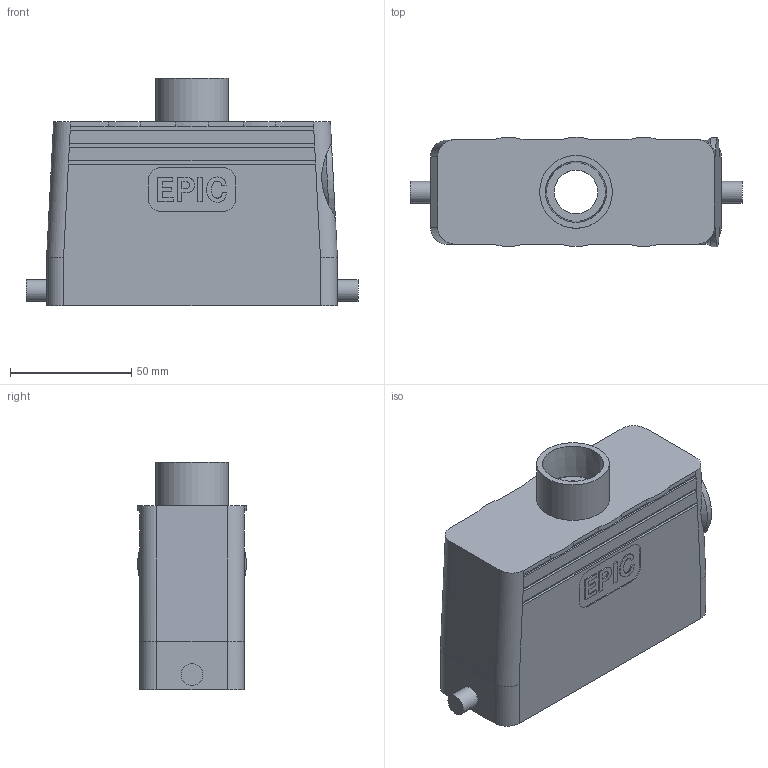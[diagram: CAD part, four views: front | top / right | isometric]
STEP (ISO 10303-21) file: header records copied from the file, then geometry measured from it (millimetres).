
FILE_DESCRIPTION( ( 'Unknown' ), '1' );
FILE_NAME( 'H_B_24_TGH_RO_NPT_34.stp', 'Unknown', ( 'Unknown' ), ( 'Unknown' ), 'PSStep 11.0', 'Unknown', ' ' );
FILE_SCHEMA( ( 'AUTOMOTIVE_DESIGN { 1 0 10303 214 1 1 1 1 }' ) );
Length unit declared in the file: millimetre
Products named in the file (1): 1
Bounding box: 137 x 45 x 94 mm (x, y, z)
Volume: 111525.8 mm3; surface area: 61301.9 mm2
Topology: 1 solids, 1 shells, 161 faces, 408 edges, 264 vertices
Faces by surface type: plane 117, cylinder 37, extrusion 4, cone 3
Full cylindrical faces by diameter (mm): 2.459 x4, 9 x2, 18 x1, 24.239 x1, 30 x1
Entity records: 6270 total; most frequent: CARTESIAN_POINT 1202, ORIENTED_EDGE 786, DIRECTION 730, EDGE_CURVE 393, VECTOR 264, LINE 260, VERTEX_POINT 259, AXIS2_PLACEMENT_3D 233
